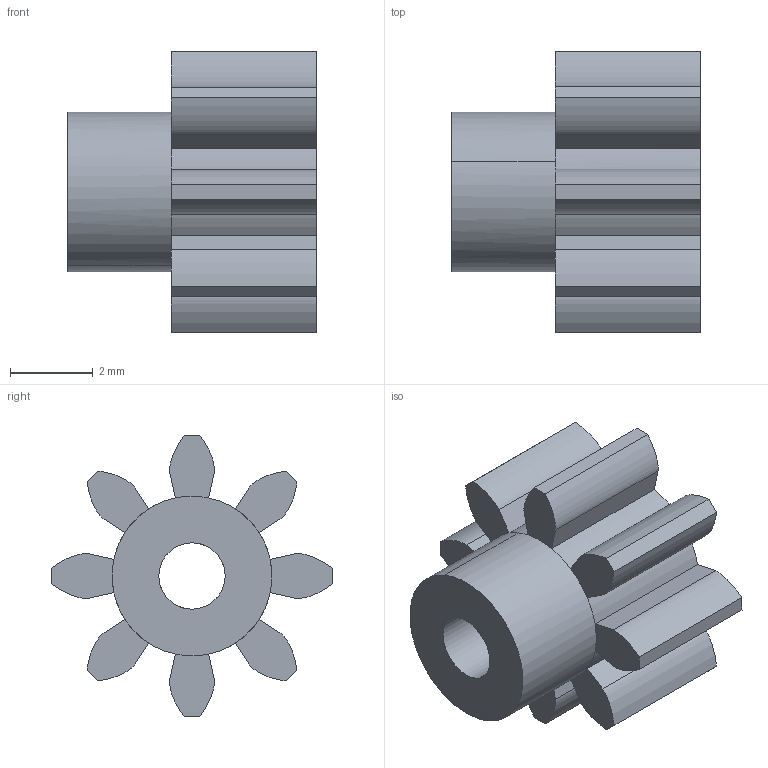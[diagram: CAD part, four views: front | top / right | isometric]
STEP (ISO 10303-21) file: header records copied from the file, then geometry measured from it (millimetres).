
FILE_DESCRIPTION(/* description */ (''),/* implementation_level */ '2;1');
FILE_NAME(/* name */ 'MOTOR_~2',/* time_stamp */ '2024-05-28T12:37:24+02:00',/* author */ (''),/* organization */ (''),/* preprocessor_version */ 'ST-DEVELOPER v16.5',/* originating_system */ '',/* authorisation */ '');
FILE_SCHEMA (('AUTOMOTIVE_DESIGN'));
Length unit declared in the file: millimetre
Products named in the file (1): Document
Bounding box: 6 x 6.79 x 6.79 mm (x, y, z)
Volume: 94.7 mm3; surface area: 221 mm2
Topology: 1 solids, 1 shells, 64 faces, 170 edges, 108 vertices
Faces by surface type: bspline 54, plane 10
Entity records: 2769 total; most frequent: CARTESIAN_POINT 1896, ORIENTED_EDGE 340, EDGE_CURVE 170, VERTEX_POINT 108, EDGE_LOOP 66, ADVANCED_FACE 64, FACE_OUTER_BOUND 64, DIRECTION 14
